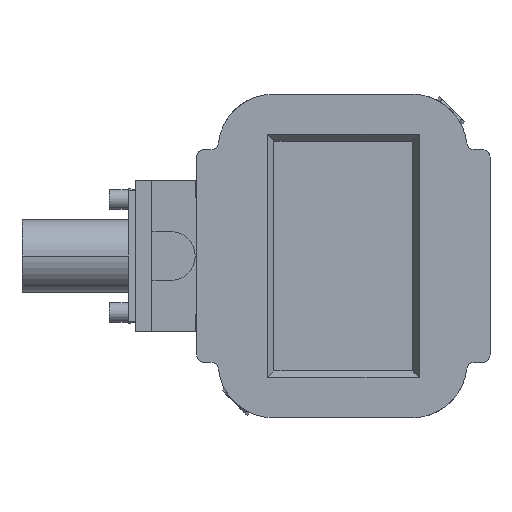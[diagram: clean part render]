
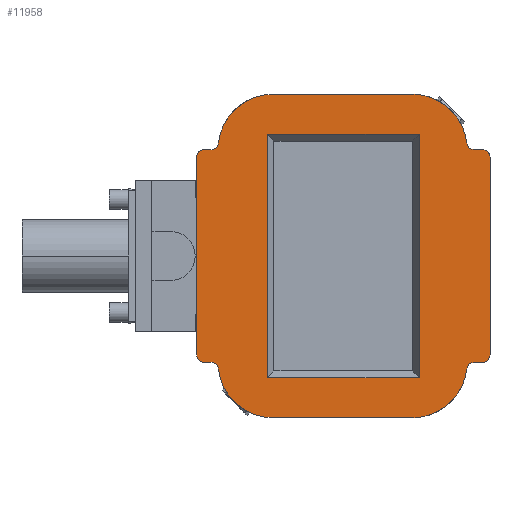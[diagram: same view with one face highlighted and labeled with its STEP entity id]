
A CAD part, front view. The second image highlights one B-rep face of the part: STEP entity #11958.
In plain terms, the highlighted face is planar.
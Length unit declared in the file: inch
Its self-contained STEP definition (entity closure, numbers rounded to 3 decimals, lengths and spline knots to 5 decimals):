
#4791=CARTESIAN_POINT('',(-3.25,1.25,4.575));
#4792=DIRECTION('',(0.,-1.,0.));
#4793=DIRECTION('',(0.,0.,1.));
#4794=AXIS2_PLACEMENT_3D('',#4791,#4792,#4793);
#4796=DIRECTION('',(0.,0.,-1.));
#4797=VECTOR('',#4796,0.26512);
#4798=CARTESIAN_POINT('',(-3.5,1.25,4.575));
#4799=LINE('',#4798,#4797);
#4800=CARTESIAN_POINT('',(-3.75,1.25,4.30988));
#4801=DIRECTION('',(0.,1.,0.));
#4802=DIRECTION('',(1.,0.,0.));
#4803=AXIS2_PLACEMENT_3D('',#4800,#4801,#4802);
#4805=CARTESIAN_POINT('',(-3.5,1.25,2.25));
#4806=DIRECTION('',(0.,-1.,0.));
#4807=DIRECTION('',(-0.12,0.,0.993));
#4808=AXIS2_PLACEMENT_3D('',#4805,#4806,#4807);
#4810=DIRECTION('',(0.,0.,-1.));
#4811=VECTOR('',#4810,4.55);
#4812=CARTESIAN_POINT('',(-5.325,1.25,2.25));
#4813=LINE('',#4812,#4811);
#4814=CARTESIAN_POINT('',(-3.5,1.25,-2.3));
#4815=DIRECTION('',(0.,-1.,0.));
#4816=DIRECTION('',(-1.,0.,0.));
#4817=AXIS2_PLACEMENT_3D('',#4814,#4815,#4816);
#4819=CARTESIAN_POINT('',(-3.75,1.25,-4.35988));
#4820=DIRECTION('',(0.,1.,0.));
#4821=DIRECTION('',(0.12,0.,0.993));
#4822=AXIS2_PLACEMENT_3D('',#4819,#4820,#4821);
#4824=DIRECTION('',(0.,0.,-1.));
#4825=VECTOR('',#4824,0.21512);
#4826=CARTESIAN_POINT('',(-3.5,1.25,-4.35988));
#4827=LINE('',#4826,#4825);
#4828=CARTESIAN_POINT('',(-3.25,1.25,-4.575));
#4829=DIRECTION('',(0.,-1.,0.));
#4830=DIRECTION('',(-1.,0.,0.));
#4831=AXIS2_PLACEMENT_3D('',#4828,#4829,#4830);
#4833=DIRECTION('',(1.,0.,0.));
#4834=VECTOR('',#4833,6.5);
#4835=CARTESIAN_POINT('',(-3.25,1.25,-4.825));
#4836=LINE('',#4835,#4834);
#4837=CARTESIAN_POINT('',(3.25,1.25,-4.575));
#4838=DIRECTION('',(0.,-1.,0.));
#4839=DIRECTION('',(0.,0.,-1.));
#4840=AXIS2_PLACEMENT_3D('',#4837,#4838,#4839);
#4842=DIRECTION('',(0.,0.,1.));
#4843=VECTOR('',#4842,0.21512);
#4844=CARTESIAN_POINT('',(3.5,1.25,-4.575));
#4845=LINE('',#4844,#4843);
#4846=CARTESIAN_POINT('',(3.75,1.25,-4.35988));
#4847=DIRECTION('',(0.,1.,0.));
#4848=DIRECTION('',(-1.,0.,0.));
#4849=AXIS2_PLACEMENT_3D('',#4846,#4847,#4848);
#4851=CARTESIAN_POINT('',(3.5,1.25,-2.3));
#4852=DIRECTION('',(0.,-1.,0.));
#4853=DIRECTION('',(0.12,0.,-0.993));
#4854=AXIS2_PLACEMENT_3D('',#4851,#4852,#4853);
#4856=DIRECTION('',(0.,0.,1.));
#4857=VECTOR('',#4856,4.55);
#4858=CARTESIAN_POINT('',(5.325,1.25,-2.3));
#4859=LINE('',#4858,#4857);
#4860=CARTESIAN_POINT('',(3.5,1.25,2.25));
#4861=DIRECTION('',(0.,-1.,0.));
#4862=DIRECTION('',(1.,0.,0.));
#4863=AXIS2_PLACEMENT_3D('',#4860,#4861,#4862);
#4865=CARTESIAN_POINT('',(3.75,1.25,4.30988));
#4866=DIRECTION('',(0.,1.,0.));
#4867=DIRECTION('',(-0.12,0.,-0.993));
#4868=AXIS2_PLACEMENT_3D('',#4865,#4866,#4867);
#4870=DIRECTION('',(0.,0.,1.));
#4871=VECTOR('',#4870,0.26512);
#4872=CARTESIAN_POINT('',(3.5,1.25,4.30988));
#4873=LINE('',#4872,#4871);
#4874=CARTESIAN_POINT('',(3.25,1.25,4.575));
#4875=DIRECTION('',(0.,-1.,0.));
#4876=DIRECTION('',(1.,0.,0.));
#4877=AXIS2_PLACEMENT_3D('',#4874,#4875,#4876);
#4879=DIRECTION('',(-1.,0.,0.));
#4880=VECTOR('',#4879,6.5);
#4881=CARTESIAN_POINT('',(3.25,1.25,4.825));
#4882=LINE('',#4881,#4880);
#4883=DIRECTION('',(-1.,0.,0.));
#4884=VECTOR('',#4883,8.);
#4885=CARTESIAN_POINT('',(4.,1.25,2.5));
#4886=LINE('',#4885,#4884);
#4891=DIRECTION('',(0.,0.,-1.));
#4892=VECTOR('',#4891,5.);
#4893=CARTESIAN_POINT('',(-4.,1.25,2.5));
#4894=LINE('',#4893,#4892);
#4899=DIRECTION('',(1.,0.,0.));
#4900=VECTOR('',#4899,8.);
#4901=CARTESIAN_POINT('',(-4.,1.25,-2.5));
#4902=LINE('',#4901,#4900);
#4907=DIRECTION('',(0.,0.,1.));
#4908=VECTOR('',#4907,5.);
#4909=CARTESIAN_POINT('',(4.,1.25,-2.5));
#4910=LINE('',#4909,#4908);
#10501=CARTESIAN_POINT('',(5.325,1.25,-2.3));
#10502=VERTEX_POINT('',#10501);
#10503=CARTESIAN_POINT('',(3.71988,1.25,-4.11171));
#10504=VERTEX_POINT('',#10503);
#10505=CARTESIAN_POINT('',(5.325,1.25,2.25));
#10506=VERTEX_POINT('',#10505);
#10507=CARTESIAN_POINT('',(3.71988,1.25,4.06171));
#10508=VERTEX_POINT('',#10507);
#10509=CARTESIAN_POINT('',(3.5,1.25,4.30988));
#10510=VERTEX_POINT('',#10509);
#10511=CARTESIAN_POINT('',(3.5,1.25,4.575));
#10512=VERTEX_POINT('',#10511);
#10513=CARTESIAN_POINT('',(3.25,1.25,4.825));
#10514=VERTEX_POINT('',#10513);
#10515=CARTESIAN_POINT('',(-3.25,1.25,4.825));
#10516=VERTEX_POINT('',#10515);
#10517=CARTESIAN_POINT('',(-3.5,1.25,4.575));
#10518=VERTEX_POINT('',#10517);
#10519=CARTESIAN_POINT('',(-3.5,1.25,4.30988));
#10520=VERTEX_POINT('',#10519);
#10521=CARTESIAN_POINT('',(-3.71988,1.25,4.06171));
#10522=VERTEX_POINT('',#10521);
#10523=CARTESIAN_POINT('',(-5.325,1.25,2.25));
#10524=VERTEX_POINT('',#10523);
#10525=CARTESIAN_POINT('',(-5.325,1.25,-2.3));
#10526=VERTEX_POINT('',#10525);
#10527=CARTESIAN_POINT('',(-3.71988,1.25,-4.11171));
#10528=VERTEX_POINT('',#10527);
#10529=CARTESIAN_POINT('',(-3.5,1.25,-4.35988));
#10530=VERTEX_POINT('',#10529);
#10531=CARTESIAN_POINT('',(-3.5,1.25,-4.575));
#10532=VERTEX_POINT('',#10531);
#10533=CARTESIAN_POINT('',(-3.25,1.25,-4.825));
#10534=VERTEX_POINT('',#10533);
#10535=CARTESIAN_POINT('',(3.25,1.25,-4.825));
#10536=VERTEX_POINT('',#10535);
#10537=CARTESIAN_POINT('',(3.5,1.25,-4.575));
#10538=VERTEX_POINT('',#10537);
#10539=CARTESIAN_POINT('',(3.5,1.25,-4.35988));
#10540=VERTEX_POINT('',#10539);
#10541=CARTESIAN_POINT('',(4.,1.25,2.5));
#10542=CARTESIAN_POINT('',(-4.,1.25,2.5));
#10543=VERTEX_POINT('',#10541);
#10544=VERTEX_POINT('',#10542);
#10545=CARTESIAN_POINT('',(4.,1.25,-2.5));
#10546=VERTEX_POINT('',#10545);
#10547=CARTESIAN_POINT('',(-4.,1.25,-2.5));
#10548=VERTEX_POINT('',#10547);
#11921=CARTESIAN_POINT('',(0.,1.25,0.));
#11922=DIRECTION('',(0.,1.,0.));
#11923=DIRECTION('',(0.,0.,1.));
#11924=AXIS2_PLACEMENT_3D('',#11921,#11922,#11923);
#11925=PLANE('',#11924);
#11926=ORIENTED_EDGE('',*,*,#11708,.T.);
#11927=ORIENTED_EDGE('',*,*,#11723,.T.);
#11928=ORIENTED_EDGE('',*,*,#11738,.T.);
#11929=ORIENTED_EDGE('',*,*,#11753,.T.);
#11930=ORIENTED_EDGE('',*,*,#11770,.T.);
#11931=ORIENTED_EDGE('',*,*,#11785,.T.);
#11932=ORIENTED_EDGE('',*,*,#11802,.T.);
#11933=ORIENTED_EDGE('',*,*,#11817,.T.);
#11934=ORIENTED_EDGE('',*,*,#11832,.T.);
#11935=ORIENTED_EDGE('',*,*,#11847,.T.);
#11936=ORIENTED_EDGE('',*,*,#11884,.T.);
#11937=ORIENTED_EDGE('',*,*,#11899,.T.);
#11938=ORIENTED_EDGE('',*,*,#11913,.T.);
#11939=ORIENTED_EDGE('',*,*,#11579,.T.);
#11940=ORIENTED_EDGE('',*,*,#11596,.T.);
#11941=ORIENTED_EDGE('',*,*,#11610,.T.);
#11942=ORIENTED_EDGE('',*,*,#11626,.T.);
#11943=ORIENTED_EDGE('',*,*,#11641,.T.);
#11944=ORIENTED_EDGE('',*,*,#11656,.T.);
#11945=ORIENTED_EDGE('',*,*,#11671,.T.);
#11946=EDGE_LOOP('',(#11926,#11927,#11928,#11929,#11930,#11931,#11932,#11933,
#11934,#11935,#11936,#11937,#11938,#11939,#11940,#11941,#11942,#11943,#11944,
#11945));
#11947=FACE_OUTER_BOUND('',#11946,.F.);
#11949=ORIENTED_EDGE('',*,*,#11948,.F.);
#11951=ORIENTED_EDGE('',*,*,#11950,.F.);
#11953=ORIENTED_EDGE('',*,*,#11952,.F.);
#11955=ORIENTED_EDGE('',*,*,#11954,.F.);
#11956=EDGE_LOOP('',(#11949,#11951,#11953,#11955));
#11957=FACE_BOUND('',#11956,.F.);
#11958=ADVANCED_FACE('',(#11947,#11957),#11925,.T.);
#4795=CIRCLE('',#4794,0.25);
#4804=CIRCLE('',#4803,0.25);
#4809=CIRCLE('',#4808,1.825);
#4818=CIRCLE('',#4817,1.825);
#4823=CIRCLE('',#4822,0.25);
#4832=CIRCLE('',#4831,0.25);
#4841=CIRCLE('',#4840,0.25);
#4850=CIRCLE('',#4849,0.25);
#4855=CIRCLE('',#4854,1.825);
#4864=CIRCLE('',#4863,1.825);
#4869=CIRCLE('',#4868,0.25);
#4878=CIRCLE('',#4877,0.25);
#11579=EDGE_CURVE('',#10504,#10502,#4855,.T.);
#11596=EDGE_CURVE('',#10502,#10506,#4859,.T.);
#11610=EDGE_CURVE('',#10506,#10508,#4864,.T.);
#11626=EDGE_CURVE('',#10508,#10510,#4869,.T.);
#11641=EDGE_CURVE('',#10510,#10512,#4873,.T.);
#11656=EDGE_CURVE('',#10512,#10514,#4878,.T.);
#11671=EDGE_CURVE('',#10514,#10516,#4882,.T.);
#11708=EDGE_CURVE('',#10516,#10518,#4795,.T.);
#11723=EDGE_CURVE('',#10518,#10520,#4799,.T.);
#11738=EDGE_CURVE('',#10520,#10522,#4804,.T.);
#11753=EDGE_CURVE('',#10522,#10524,#4809,.T.);
#11770=EDGE_CURVE('',#10524,#10526,#4813,.T.);
#11785=EDGE_CURVE('',#10526,#10528,#4818,.T.);
#11802=EDGE_CURVE('',#10528,#10530,#4823,.T.);
#11817=EDGE_CURVE('',#10530,#10532,#4827,.T.);
#11832=EDGE_CURVE('',#10532,#10534,#4832,.T.);
#11847=EDGE_CURVE('',#10534,#10536,#4836,.T.);
#11884=EDGE_CURVE('',#10536,#10538,#4841,.T.);
#11899=EDGE_CURVE('',#10538,#10540,#4845,.T.);
#11913=EDGE_CURVE('',#10540,#10504,#4850,.T.);
#11948=EDGE_CURVE('',#10543,#10544,#4886,.T.);
#11950=EDGE_CURVE('',#10546,#10543,#4910,.T.);
#11952=EDGE_CURVE('',#10548,#10546,#4902,.T.);
#11954=EDGE_CURVE('',#10544,#10548,#4894,.T.);
